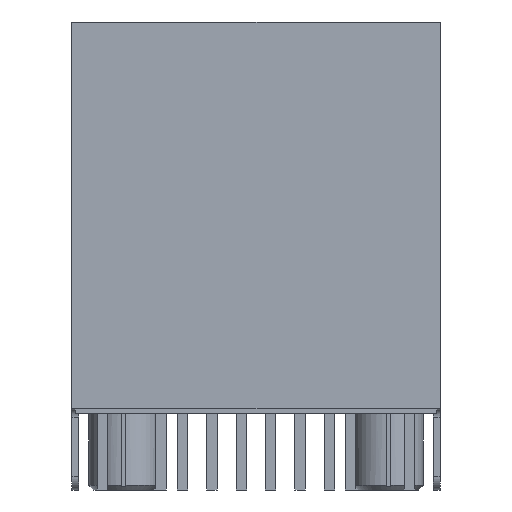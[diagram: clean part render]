
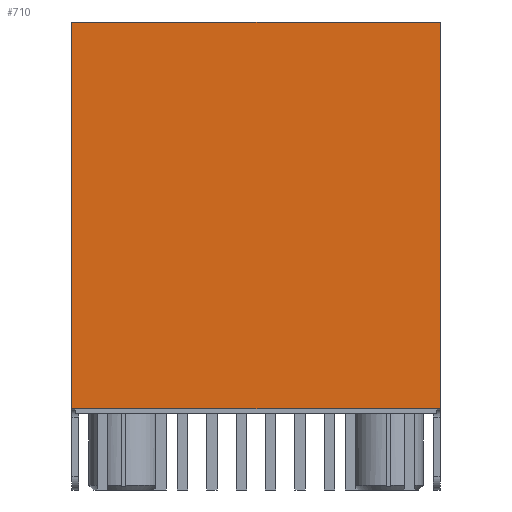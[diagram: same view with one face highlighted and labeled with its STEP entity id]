
A CAD part, front view. The second image highlights one B-rep face of the part: STEP entity #710.
In plain terms, the highlighted planar face has unit normal (0, -1, 0).
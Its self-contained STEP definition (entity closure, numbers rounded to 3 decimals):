
#710 = ADVANCED_FACE ( 'NONE', ( #7321 ), #4613, .F. ) ;
#791 = VERTEX_POINT ( 'NONE', #10849 ) ;
#839 = VERTEX_POINT ( 'NONE', #5067 ) ;
#982 = VERTEX_POINT ( 'NONE', #5114 ) ;
#1009 = VERTEX_POINT ( 'NONE', #5046 ) ;
#1084 = VERTEX_POINT ( 'NONE', #4990 ) ;
#1196 = VERTEX_POINT ( 'NONE', #4929 ) ;
#2471 = ORIENTED_EDGE ( 'NONE', *, *, #6729, .F. ) ;
#2498 = ORIENTED_EDGE ( 'NONE', *, *, #6783, .F. ) ;
#2520 = ORIENTED_EDGE ( 'NONE', *, *, #6823, .T. ) ;
#3905 = CARTESIAN_POINT ( 'NONE',  ( 7.95, -11.6, 8.45 ) ) ;
#3906 = DIRECTION ( 'NONE',  ( 0., 0., -1. ) ) ;
#3983 = CARTESIAN_POINT ( 'NONE',  ( -7.95, -11.6, -8.25 ) ) ;
#3988 = DIRECTION ( 'NONE',  ( -1., 0., 0. ) ) ;
#4023 = CARTESIAN_POINT ( 'NONE',  ( -7.95, -11.6, 8.45 ) ) ;
#4024 = DIRECTION ( 'NONE',  ( 1., 0., 0. ) ) ;
#4033 = CARTESIAN_POINT ( 'NONE',  ( -7.95, -11.6, 8.45 ) ) ;
#4040 = DIRECTION ( 'NONE',  ( 0., 0., -1. ) ) ;
#4061 = CARTESIAN_POINT ( 'NONE',  ( -7.95, -11.6, 8.45 ) ) ;
#4073 = DIRECTION ( 'NONE',  ( 0., 0., -1. ) ) ;
#4163 = CARTESIAN_POINT ( 'NONE',  ( 7.95, -11.6, 8.45 ) ) ;
#4171 = DIRECTION ( 'NONE',  ( 0., 0., -1. ) ) ;
#4188 = EDGE_LOOP ( 'NONE', ( #9526, #2520, #2498, #2471, #9583, #9625 ) ) ;
#4534 = DIRECTION ( 'NONE',  ( 0., 1., 0. ) ) ;
#4553 = CARTESIAN_POINT ( 'NONE',  ( -7.95, -11.6, 8.45 ) ) ;
#4575 = DIRECTION ( 'NONE',  ( 0., 0., 1. ) ) ;
#4613 = PLANE ( 'NONE',  #9196 ) ;
#4929 = CARTESIAN_POINT ( 'NONE',  ( 7.95, -11.6, -8.25 ) ) ;
#4990 = CARTESIAN_POINT ( 'NONE',  ( -7.95, -11.6, 8.379 ) ) ;
#5046 = CARTESIAN_POINT ( 'NONE',  ( 7.95, -11.6, 8.379 ) ) ;
#5067 = CARTESIAN_POINT ( 'NONE',  ( 7.95, -11.6, 8.45 ) ) ;
#5114 = CARTESIAN_POINT ( 'NONE',  ( -7.95, -11.6, 8.45 ) ) ;
#6729 = EDGE_CURVE ( 'NONE', #1009, #1196, #7999, .T. ) ;
#6783 = EDGE_CURVE ( 'NONE', #1196, #791, #10105, .T. ) ;
#6809 = EDGE_CURVE ( 'NONE', #982, #839, #10135, .T. ) ;
#6823 = EDGE_CURVE ( 'NONE', #1084, #791, #10149, .T. ) ;
#6851 = EDGE_CURVE ( 'NONE', #982, #1084, #10175, .T. ) ;
#6931 = EDGE_CURVE ( 'NONE', #839, #1009, #10260, .T. ) ;
#7321 = FACE_OUTER_BOUND ( 'NONE', #4188, .T. ) ;
#7999 = LINE ( 'NONE', #3905, #8002 ) ;
#8002 = VECTOR ( 'NONE', #3906, 1000. ) ;
#9196 = AXIS2_PLACEMENT_3D ( 'NONE', #4553, #4534, #4575 ) ;
#9526 = ORIENTED_EDGE ( 'NONE', *, *, #6851, .T. ) ;
#9583 = ORIENTED_EDGE ( 'NONE', *, *, #6931, .F. ) ;
#9625 = ORIENTED_EDGE ( 'NONE', *, *, #6809, .F. ) ;
#10105 = LINE ( 'NONE', #3983, #10106 ) ;
#10106 = VECTOR ( 'NONE', #3988, 1000. ) ;
#10135 = LINE ( 'NONE', #4023, #10138 ) ;
#10138 = VECTOR ( 'NONE', #4024, 1000. ) ;
#10149 = LINE ( 'NONE', #4033, #10154 ) ;
#10154 = VECTOR ( 'NONE', #4040, 1000. ) ;
#10175 = LINE ( 'NONE', #4061, #10185 ) ;
#10185 = VECTOR ( 'NONE', #4073, 1000. ) ;
#10260 = LINE ( 'NONE', #4163, #10267 ) ;
#10267 = VECTOR ( 'NONE', #4171, 1000. ) ;
#10849 = CARTESIAN_POINT ( 'NONE',  ( -7.95, -11.6, -8.25 ) ) ;
